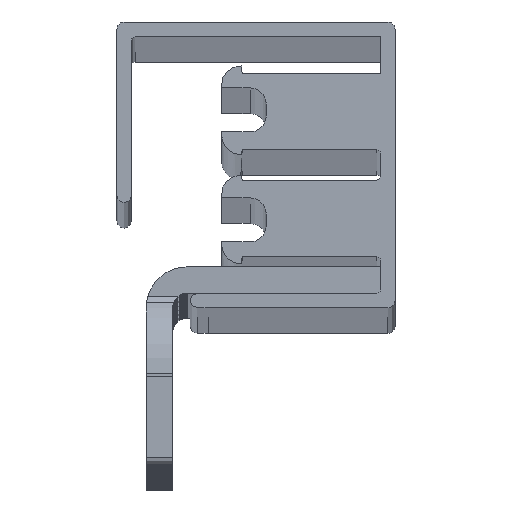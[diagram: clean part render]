
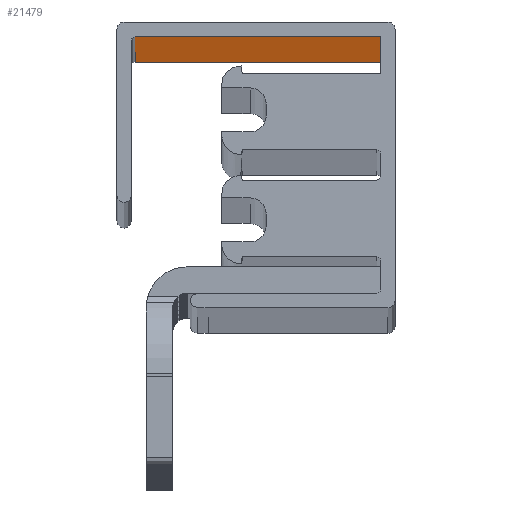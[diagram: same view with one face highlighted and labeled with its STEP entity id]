
A CAD part, top view. The second image highlights one B-rep face of the part: STEP entity #21479.
In plain terms, the highlighted planar face has unit normal (0, -1, 0).
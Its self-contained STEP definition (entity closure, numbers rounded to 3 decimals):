
#128=DIRECTION('',(-1.,0.,0.));
#129=VECTOR('',#128,16.75);
#130=CARTESIAN_POINT('',(7.188,8.75,-500.));
#131=LINE('',#130,#129);
#132=DIRECTION('',(0.,0.,-1.));
#133=VECTOR('',#132,1000.);
#134=CARTESIAN_POINT('',(7.188,8.75,500.));
#135=LINE('',#134,#133);
#136=DIRECTION('',(0.,0.,-1.));
#137=VECTOR('',#136,1000.);
#138=CARTESIAN_POINT('',(-9.562,8.75,500.));
#139=LINE('',#138,#137);
#956=DIRECTION('',(-1.,0.,0.));
#957=VECTOR('',#956,16.75);
#958=CARTESIAN_POINT('',(7.188,8.75,500.));
#959=LINE('',#958,#957);
#16995=CARTESIAN_POINT('',(-9.562,8.75,-500.));
#16996=VERTEX_POINT('',#16995);
#16997=CARTESIAN_POINT('',(7.188,8.75,-500.));
#16998=VERTEX_POINT('',#16997);
#17001=CARTESIAN_POINT('',(7.188,8.75,500.));
#17002=VERTEX_POINT('',#17001);
#17003=CARTESIAN_POINT('',(-9.562,8.75,500.));
#17004=VERTEX_POINT('',#17003);
#21466=CARTESIAN_POINT('',(-1.187,8.75,0.));
#21467=DIRECTION('',(0.,1.,0.));
#21468=DIRECTION('',(1.,0.,0.));
#21469=AXIS2_PLACEMENT_3D('',#21466,#21467,#21468);
#21470=PLANE('',#21469);
#21471=ORIENTED_EDGE('',*,*,#21430,.T.);
#21473=ORIENTED_EDGE('',*,*,#21472,.F.);
#21475=ORIENTED_EDGE('',*,*,#21474,.F.);
#21476=ORIENTED_EDGE('',*,*,#21458,.T.);
#21477=EDGE_LOOP('',(#21471,#21473,#21475,#21476));
#21478=FACE_OUTER_BOUND('',#21477,.F.);
#21430=EDGE_CURVE('',#16998,#16996,#131,.T.);
#21458=EDGE_CURVE('',#17002,#16998,#135,.T.);
#21472=EDGE_CURVE('',#17004,#16996,#139,.T.);
#21474=EDGE_CURVE('',#17002,#17004,#959,.T.);
#21479=ADVANCED_FACE('',(#21478),#21470,.F.);
